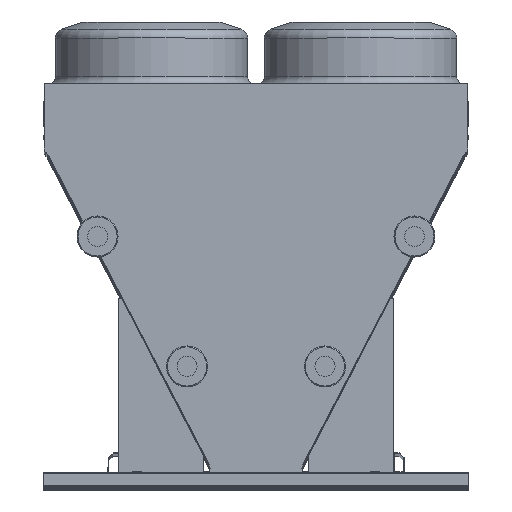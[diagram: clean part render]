
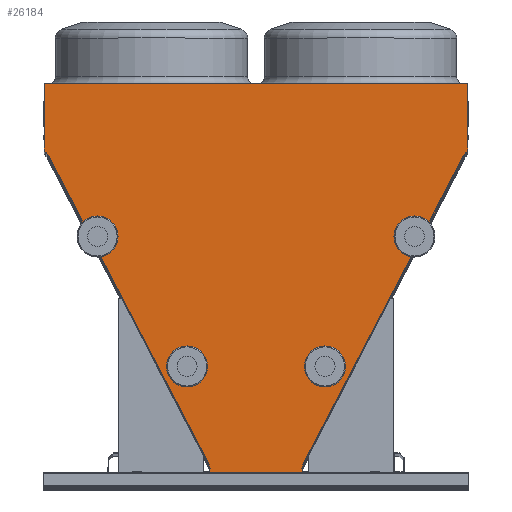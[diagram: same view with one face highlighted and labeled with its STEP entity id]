
A CAD part, top view. The second image highlights one B-rep face of the part: STEP entity #26184.
In plain terms, the highlighted planar face has unit normal (0, 0, 1).
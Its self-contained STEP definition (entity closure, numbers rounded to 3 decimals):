
#546 = CARTESIAN_POINT ( 'NONE',  ( 245.39, 20.232, 0. ) ) ;
#616 = DIRECTION ( 'NONE',  ( -1., 0., 0. ) ) ;
#778 = EDGE_CURVE ( 'NONE', #41408, #13385, #40245, .T. ) ;
#964 = CARTESIAN_POINT ( 'NONE',  ( 279.893, 0., 0. ) ) ;
#1013 = CARTESIAN_POINT ( 'NONE',  ( 279.893, 0., 0. ) ) ;
#1294 = FACE_OUTER_BOUND ( 'NONE', #40788, .T. ) ;
#1334 = VECTOR ( 'NONE', #40891, 1000. ) ;
#1429 = LINE ( 'NONE', #30758, #27290 ) ;
#2006 = DIRECTION ( 'NONE',  ( 0.462, -0.887, 0. ) ) ;
#2386 = ORIENTED_EDGE ( 'NONE', *, *, #5867, .T. ) ;
#2610 = VERTEX_POINT ( 'NONE', #36487 ) ;
#3017 = DIRECTION ( 'NONE',  ( -1., 0., 0. ) ) ;
#3137 = ORIENTED_EDGE ( 'NONE', *, *, #42575, .T. ) ;
#3715 = VECTOR ( 'NONE', #18577, 1000. ) ;
#4179 = DIRECTION ( 'NONE',  ( 0.887, -0.462, 0. ) ) ;
#4468 = LINE ( 'NONE', #19251, #30364 ) ;
#4641 = CARTESIAN_POINT ( 'NONE',  ( 1136.15, 1727.462, 0. ) ) ;
#5217 = VERTEX_POINT ( 'NONE', #4641 ) ;
#5750 = ORIENTED_EDGE ( 'NONE', *, *, #33349, .T. ) ;
#5826 = EDGE_CURVE ( 'NONE', #16478, #2610, #1429, .T. ) ;
#5867 = EDGE_CURVE ( 'NONE', #5217, #16147, #36324, .T. ) ;
#6359 = VECTOR ( 'NONE', #24565, 1000. ) ;
#6375 = VERTEX_POINT ( 'NONE', #1013 ) ;
#7130 = EDGE_CURVE ( 'NONE', #26327, #40413, #32458, .T. ) ;
#8189 = VERTEX_POINT ( 'NONE', #35308 ) ;
#8393 = CARTESIAN_POINT ( 'NONE',  ( 246.893, 17.358, 0. ) ) ;
#8495 = ORIENTED_EDGE ( 'NONE', *, *, #778, .T. ) ;
#8667 = CARTESIAN_POINT ( 'NONE',  ( -1136.282, 2083.62, 0. ) ) ;
#8891 = CARTESIAN_POINT ( 'NONE',  ( -246.893, 17.358, 0. ) ) ;
#9082 = EDGE_CURVE ( 'NONE', #32798, #13150, #17162, .T. ) ;
#10285 = EDGE_CURVE ( 'NONE', #30355, #25999, #13949, .T. ) ;
#11565 = EDGE_CURVE ( 'NONE', #25999, #8189, #42962, .T. ) ;
#11601 = ORIENTED_EDGE ( 'NONE', *, *, #9082, .T. ) ;
#12772 = EDGE_CURVE ( 'NONE', #6375, #19543, #23223, .T. ) ;
#13150 = VERTEX_POINT ( 'NONE', #33431 ) ;
#13223 = VECTOR ( 'NONE', #30103, 1000. ) ;
#13385 = VERTEX_POINT ( 'NONE', #14434 ) ;
#13742 = ORIENTED_EDGE ( 'NONE', *, *, #10285, .T. ) ;
#13949 = LINE ( 'NONE', #546, #30887 ) ;
#13968 = DIRECTION ( 'NONE',  ( 0.462, 0.887, 0. ) ) ;
#14434 = CARTESIAN_POINT ( 'NONE',  ( -1136.282, 1727.462, 0. ) ) ;
#15022 = VECTOR ( 'NONE', #15928, 1000. ) ;
#15096 = CARTESIAN_POINT ( 'NONE',  ( 279.893, 1.482, 0. ) ) ;
#15519 = ORIENTED_EDGE ( 'NONE', *, *, #5826, .T. ) ;
#15928 = DIRECTION ( 'NONE',  ( 0.887, 0.462, 0. ) ) ;
#15960 = VECTOR ( 'NONE', #4179, 1000. ) ;
#16002 = DIRECTION ( 'NONE',  ( 0.462, 0.887, 0. ) ) ;
#16147 = VERTEX_POINT ( 'NONE', #39952 ) ;
#16478 = VERTEX_POINT ( 'NONE', #21380 ) ;
#16960 = VERTEX_POINT ( 'NONE', #24136 ) ;
#17162 = LINE ( 'NONE', #41011, #42050 ) ;
#17210 = CARTESIAN_POINT ( 'NONE',  ( -1127.739, 1711.053, 0. ) ) ;
#17255 = VECTOR ( 'NONE', #38018, 1000. ) ;
#17411 = DIRECTION ( 'NONE',  ( -0.461, -0.887, 0. ) ) ;
#17556 = CARTESIAN_POINT ( 'NONE',  ( 279.893, 1.482, 0. ) ) ;
#18158 = EDGE_CURVE ( 'NONE', #16960, #34343, #38306, .T. ) ;
#18183 = CARTESIAN_POINT ( 'NONE',  ( 246.893, 17.358, 0. ) ) ;
#18551 = LINE ( 'NONE', #15096, #43422 ) ;
#18577 = DIRECTION ( 'NONE',  ( -0.463, 0.886, 0. ) ) ;
#19220 = LINE ( 'NONE', #8667, #36170 ) ;
#19251 = CARTESIAN_POINT ( 'NONE',  ( 1127.607, 1711.053, 0. ) ) ;
#19285 = LINE ( 'NONE', #17210, #1334 ) ;
#19543 = VERTEX_POINT ( 'NONE', #17556 ) ;
#20575 = ORIENTED_EDGE ( 'NONE', *, *, #12772, .T. ) ;
#20704 = CARTESIAN_POINT ( 'NONE',  ( -1126.246, 1711.83, 0. ) ) ;
#20875 = CARTESIAN_POINT ( 'NONE',  ( -245.403, 20.223, 0. ) ) ;
#21380 = CARTESIAN_POINT ( 'NONE',  ( -279.893, 1.482, 0. ) ) ;
#21814 = ORIENTED_EDGE ( 'NONE', *, *, #28753, .T. ) ;
#21922 = CARTESIAN_POINT ( 'NONE',  ( 1126.218, 1711.776, 0. ) ) ;
#22348 = ORIENTED_EDGE ( 'NONE', *, *, #31006, .T. ) ;
#22536 = LINE ( 'NONE', #30897, #39511 ) ;
#22690 = ORIENTED_EDGE ( 'NONE', *, *, #18158, .T. ) ;
#23208 = DIRECTION ( 'NONE',  ( 0., 0., -1. ) ) ;
#23223 = LINE ( 'NONE', #964, #6359 ) ;
#23422 = VECTOR ( 'NONE', #2006, 1000. ) ;
#24136 = CARTESIAN_POINT ( 'NONE',  ( 246.893, 1.482, 0. ) ) ;
#24354 = DIRECTION ( 'NONE',  ( 0., -1., 0. ) ) ;
#24565 = DIRECTION ( 'NONE',  ( 0., 1., 0. ) ) ;
#25144 = DIRECTION ( 'NONE',  ( -1., 0., 0. ) ) ;
#25626 = CARTESIAN_POINT ( 'NONE',  ( -245.403, 20.223, 0. ) ) ;
#25737 = EDGE_CURVE ( 'NONE', #13385, #43201, #19285, .T. ) ;
#25999 = VERTEX_POINT ( 'NONE', #21922 ) ;
#26109 = EDGE_CURVE ( 'NONE', #8189, #5217, #4468, .T. ) ;
#26184 = ADVANCED_FACE ( 'NONE', ( #1294 ), #40137, .F. ) ;
#26327 = VERTEX_POINT ( 'NONE', #20704 ) ;
#26609 = DIRECTION ( 'NONE',  ( 1., 0., 0. ) ) ;
#26842 = CARTESIAN_POINT ( 'NONE',  ( -1136.282, 1727.462, 0. ) ) ;
#27287 = CARTESIAN_POINT ( 'NONE',  ( -1136.282, 2083.62, 0. ) ) ;
#27290 = VECTOR ( 'NONE', #24354, 1000. ) ;
#28681 = ORIENTED_EDGE ( 'NONE', *, *, #42953, .T. ) ;
#28753 = EDGE_CURVE ( 'NONE', #13150, #16478, #22536, .T. ) ;
#29286 = VECTOR ( 'NONE', #31911, 1000. ) ;
#30103 = DIRECTION ( 'NONE',  ( 0., -1., 0. ) ) ;
#30355 = VERTEX_POINT ( 'NONE', #40572 ) ;
#30364 = VECTOR ( 'NONE', #16002, 1000. ) ;
#30499 = CARTESIAN_POINT ( 'NONE',  ( -1127.739, 1711.053, 0. ) ) ;
#30758 = CARTESIAN_POINT ( 'NONE',  ( -279.893, 0., 0. ) ) ;
#30887 = VECTOR ( 'NONE', #13968, 1000. ) ;
#30897 = CARTESIAN_POINT ( 'NONE',  ( -279.893, 1.482, 0. ) ) ;
#31006 = EDGE_CURVE ( 'NONE', #40413, #32798, #32981, .T. ) ;
#31332 = CARTESIAN_POINT ( 'NONE',  ( 1136.15, 2083.62, 0. ) ) ;
#31873 = AXIS2_PLACEMENT_3D ( 'NONE', #43495, #23208, #3017 ) ;
#31911 = DIRECTION ( 'NONE',  ( 0., 1., 0. ) ) ;
#32013 = ORIENTED_EDGE ( 'NONE', *, *, #7130, .T. ) ;
#32321 = DIRECTION ( 'NONE',  ( -1., 0., 0. ) ) ;
#32393 = VECTOR ( 'NONE', #26609, 1000. ) ;
#32458 = LINE ( 'NONE', #25626, #23422 ) ;
#32798 = VERTEX_POINT ( 'NONE', #8891 ) ;
#32981 = LINE ( 'NONE', #34265, #41993 ) ;
#33077 = ORIENTED_EDGE ( 'NONE', *, *, #43702, .T. ) ;
#33349 = EDGE_CURVE ( 'NONE', #34343, #30355, #39691, .T. ) ;
#33431 = CARTESIAN_POINT ( 'NONE',  ( -246.893, 1.482, 0. ) ) ;
#34265 = CARTESIAN_POINT ( 'NONE',  ( -246.893, 17.358, 0. ) ) ;
#34278 = ORIENTED_EDGE ( 'NONE', *, *, #26109, .T. ) ;
#34343 = VERTEX_POINT ( 'NONE', #18183 ) ;
#34733 = EDGE_CURVE ( 'NONE', #19543, #16960, #18551, .T. ) ;
#35308 = CARTESIAN_POINT ( 'NONE',  ( 1127.607, 1711.053, 0. ) ) ;
#36170 = VECTOR ( 'NONE', #32321, 1000. ) ;
#36324 = LINE ( 'NONE', #31332, #17255 ) ;
#36487 = CARTESIAN_POINT ( 'NONE',  ( -279.893, 0., 0. ) ) ;
#36684 = CARTESIAN_POINT ( 'NONE',  ( 279.893, 0., 0. ) ) ;
#37624 = DIRECTION ( 'NONE',  ( 0., -1., 0. ) ) ;
#38018 = DIRECTION ( 'NONE',  ( 0., 1., 0. ) ) ;
#38306 = LINE ( 'NONE', #38600, #29286 ) ;
#38537 = ORIENTED_EDGE ( 'NONE', *, *, #11565, .T. ) ;
#38600 = CARTESIAN_POINT ( 'NONE',  ( 246.893, 17.358, 0. ) ) ;
#39480 = CARTESIAN_POINT ( 'NONE',  ( -1127.739, 1711.053, 0. ) ) ;
#39511 = VECTOR ( 'NONE', #616, 1000. ) ;
#39691 = LINE ( 'NONE', #8393, #3715 ) ;
#39952 = CARTESIAN_POINT ( 'NONE',  ( 1136.15, 2083.62, 0. ) ) ;
#40137 = PLANE ( 'NONE',  #31873 ) ;
#40245 = LINE ( 'NONE', #26842, #13223 ) ;
#40413 = VERTEX_POINT ( 'NONE', #20875 ) ;
#40572 = CARTESIAN_POINT ( 'NONE',  ( 245.39, 20.232, 0. ) ) ;
#40788 = EDGE_LOOP ( 'NONE', ( #8495, #43713, #3137, #32013, #22348, #11601, #21814, #15519, #33077, #20575, #43487, #22690, #5750, #13742, #38537, #34278, #2386, #28681 ) ) ;
#40891 = DIRECTION ( 'NONE',  ( 0.462, -0.887, 0. ) ) ;
#40972 = LINE ( 'NONE', #39480, #15022 ) ;
#41011 = CARTESIAN_POINT ( 'NONE',  ( -246.893, 17.358, 0. ) ) ;
#41138 = CARTESIAN_POINT ( 'NONE',  ( 1127.607, 1711.053, 0. ) ) ;
#41401 = LINE ( 'NONE', #36684, #32393 ) ;
#41408 = VERTEX_POINT ( 'NONE', #27287 ) ;
#41993 = VECTOR ( 'NONE', #17411, 1000. ) ;
#42050 = VECTOR ( 'NONE', #37624, 1000. ) ;
#42575 = EDGE_CURVE ( 'NONE', #43201, #26327, #40972, .T. ) ;
#42953 = EDGE_CURVE ( 'NONE', #16147, #41408, #19220, .T. ) ;
#42962 = LINE ( 'NONE', #41138, #15960 ) ;
#43201 = VERTEX_POINT ( 'NONE', #30499 ) ;
#43422 = VECTOR ( 'NONE', #25144, 1000. ) ;
#43487 = ORIENTED_EDGE ( 'NONE', *, *, #34733, .T. ) ;
#43495 = CARTESIAN_POINT ( 'NONE',  ( 0., 0., 0. ) ) ;
#43702 = EDGE_CURVE ( 'NONE', #2610, #6375, #41401, .T. ) ;
#43713 = ORIENTED_EDGE ( 'NONE', *, *, #25737, .T. ) ;
